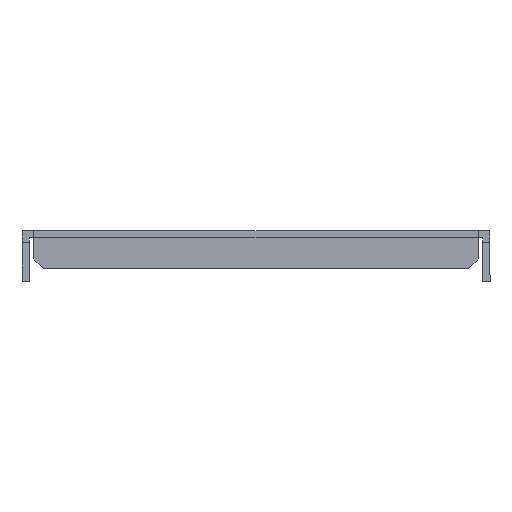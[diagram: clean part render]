
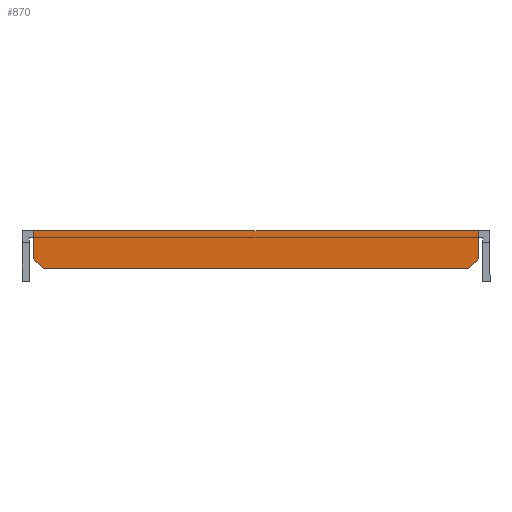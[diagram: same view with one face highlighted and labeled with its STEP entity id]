
A CAD part, front view. The second image highlights one B-rep face of the part: STEP entity #870.
In plain terms, the highlighted planar face has unit normal (0, -1, 0).
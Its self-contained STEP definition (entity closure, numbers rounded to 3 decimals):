
#8 = VECTOR ( 'NONE', #511, 1000. ) ;
#17 = VECTOR ( 'NONE', #827, 1000. ) ;
#66 = LINE ( 'NONE', #1282, #17 ) ;
#67 = VECTOR ( 'NONE', #539, 1000. ) ;
#90 = CARTESIAN_POINT ( 'NONE',  ( -45., -310., -8. ) ) ;
#92 = CARTESIAN_POINT ( 'NONE',  ( 0., -310., 0. ) ) ;
#100 = FACE_OUTER_BOUND ( 'NONE', #1383, .T. ) ;
#110 = LINE ( 'NONE', #914, #293 ) ;
#135 = CARTESIAN_POINT ( 'NONE',  ( -45., -310., -8. ) ) ;
#178 = ORIENTED_EDGE ( 'NONE', *, *, #523, .T. ) ;
#237 = VERTEX_POINT ( 'NONE', #1979 ) ;
#241 = DIRECTION ( 'NONE',  ( 0., 1., 0. ) ) ;
#243 = LINE ( 'NONE', #1305, #1444 ) ;
#293 = VECTOR ( 'NONE', #1035, 1000. ) ;
#307 = LINE ( 'NONE', #135, #607 ) ;
#396 = CARTESIAN_POINT ( 'NONE',  ( 47., -310., -2.5 ) ) ;
#401 = LINE ( 'NONE', #419, #618 ) ;
#419 = CARTESIAN_POINT ( 'NONE',  ( 0., -310., 0. ) ) ;
#428 = EDGE_CURVE ( 'NONE', #1219, #1254, #307, .T. ) ;
#458 = EDGE_CURVE ( 'NONE', #1598, #945, #483, .T. ) ;
#460 = ORIENTED_EDGE ( 'NONE', *, *, #1415, .T. ) ;
#474 = CARTESIAN_POINT ( 'NONE',  ( 47., -310., 0. ) ) ;
#483 = LINE ( 'NONE', #1104, #8 ) ;
#511 = DIRECTION ( 'NONE',  ( 0., 0., 1. ) ) ;
#521 = EDGE_CURVE ( 'NONE', #1887, #1219, #846, .T. ) ;
#523 = EDGE_CURVE ( 'NONE', #1254, #237, #243, .T. ) ;
#539 = DIRECTION ( 'NONE',  ( 0., 0., -1. ) ) ;
#560 = PLANE ( 'NONE',  #997 ) ;
#570 = ORIENTED_EDGE ( 'NONE', *, *, #428, .T. ) ;
#594 = ORIENTED_EDGE ( 'NONE', *, *, #1920, .T. ) ;
#607 = VECTOR ( 'NONE', #1983, 1000. ) ;
#618 = VECTOR ( 'NONE', #1654, 1000. ) ;
#640 = CARTESIAN_POINT ( 'NONE',  ( 47., -310., -6. ) ) ;
#827 = DIRECTION ( 'NONE',  ( 0.707, 0., 0.707 ) ) ;
#846 = LINE ( 'NONE', #1015, #67 ) ;
#870 = ADVANCED_FACE ( 'NONE', ( #100 ), #560, .F. ) ;
#914 = CARTESIAN_POINT ( 'NONE',  ( 47., -310., -2.5 ) ) ;
#945 = VERTEX_POINT ( 'NONE', #396 ) ;
#960 = ORIENTED_EDGE ( 'NONE', *, *, #521, .T. ) ;
#982 = EDGE_CURVE ( 'NONE', #945, #1536, #110, .T. ) ;
#997 = AXIS2_PLACEMENT_3D ( 'NONE', #92, #241, #1927 ) ;
#1014 = EDGE_CURVE ( 'NONE', #1887, #1633, #1958, .T. ) ;
#1015 = CARTESIAN_POINT ( 'NONE',  ( -47., -310., 0. ) ) ;
#1035 = DIRECTION ( 'NONE',  ( 0., 0., 1. ) ) ;
#1104 = CARTESIAN_POINT ( 'NONE',  ( 47., -310., 0. ) ) ;
#1114 = ORIENTED_EDGE ( 'NONE', *, *, #982, .T. ) ;
#1162 = CARTESIAN_POINT ( 'NONE',  ( -47., -310., 0. ) ) ;
#1219 = VERTEX_POINT ( 'NONE', #1702 ) ;
#1254 = VERTEX_POINT ( 'NONE', #90 ) ;
#1282 = CARTESIAN_POINT ( 'NONE',  ( 47., -310., -6. ) ) ;
#1305 = CARTESIAN_POINT ( 'NONE',  ( 0., -310., -8. ) ) ;
#1383 = EDGE_LOOP ( 'NONE', ( #960, #570, #178, #594, #1778, #1114, #460, #1700 ) ) ;
#1415 = EDGE_CURVE ( 'NONE', #1536, #1633, #401, .T. ) ;
#1444 = VECTOR ( 'NONE', #1913, 1000. ) ;
#1498 = DIRECTION ( 'NONE',  ( 0., 0., 1. ) ) ;
#1499 = CARTESIAN_POINT ( 'NONE',  ( -47., -310., -2.5 ) ) ;
#1536 = VERTEX_POINT ( 'NONE', #474 ) ;
#1598 = VERTEX_POINT ( 'NONE', #640 ) ;
#1633 = VERTEX_POINT ( 'NONE', #1162 ) ;
#1654 = DIRECTION ( 'NONE',  ( -1., 0., 0. ) ) ;
#1700 = ORIENTED_EDGE ( 'NONE', *, *, #1014, .F. ) ;
#1702 = CARTESIAN_POINT ( 'NONE',  ( -47., -310., -6. ) ) ;
#1778 = ORIENTED_EDGE ( 'NONE', *, *, #458, .T. ) ;
#1805 = VECTOR ( 'NONE', #1498, 1000. ) ;
#1887 = VERTEX_POINT ( 'NONE', #1499 ) ;
#1913 = DIRECTION ( 'NONE',  ( 1., 0., 0. ) ) ;
#1920 = EDGE_CURVE ( 'NONE', #237, #1598, #66, .T. ) ;
#1927 = DIRECTION ( 'NONE',  ( 0., 0., 1. ) ) ;
#1958 = LINE ( 'NONE', #1990, #1805 ) ;
#1979 = CARTESIAN_POINT ( 'NONE',  ( 45., -310., -8. ) ) ;
#1983 = DIRECTION ( 'NONE',  ( 0.707, 0., -0.707 ) ) ;
#1990 = CARTESIAN_POINT ( 'NONE',  ( -47., -310., 0. ) ) ;
